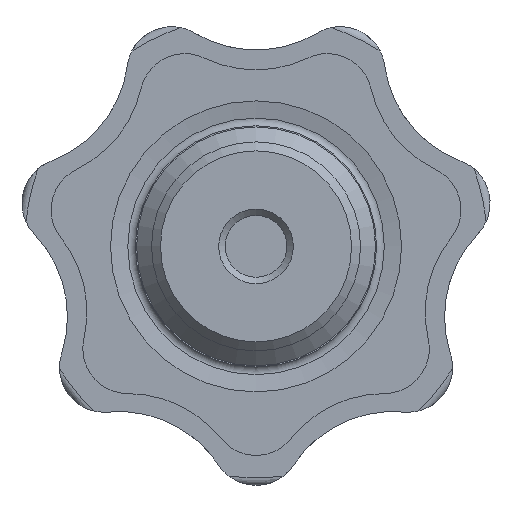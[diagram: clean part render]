
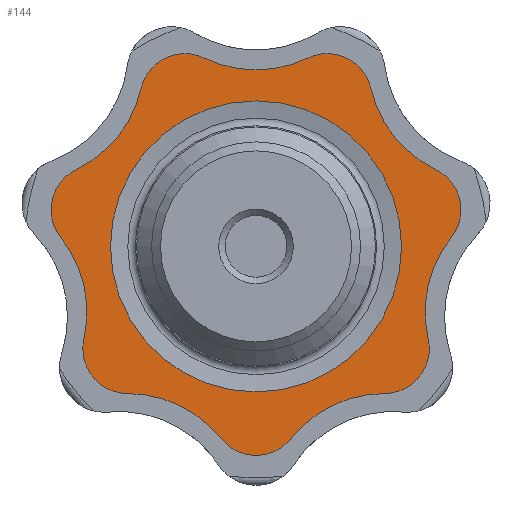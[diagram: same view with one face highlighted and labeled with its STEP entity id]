
A CAD part, front view. The second image highlights one B-rep face of the part: STEP entity #144.
In plain terms, the highlighted planar face has unit normal (0, -1, 0).
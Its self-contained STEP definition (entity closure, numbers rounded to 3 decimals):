
#144 = ADVANCED_FACE( '', ( #301, #302 ), #303, .F. );
#301 = FACE_OUTER_BOUND( '', #472, .T. );
#302 = FACE_BOUND( '', #473, .T. );
#303 = PLANE( '', #474 );
#472 = EDGE_LOOP( '', ( #813, #814, #815, #816, #817, #818, #819, #820, #821, #822, #823, #824, #825, #826 ) );
#473 = EDGE_LOOP( '', ( #827 ) );
#474 = AXIS2_PLACEMENT_3D( '', #828, #829, #830 );
#813 = ORIENTED_EDGE( '', *, *, #1063, .T. );
#814 = ORIENTED_EDGE( '', *, *, #1139, .F. );
#815 = ORIENTED_EDGE( '', *, *, #1021, .T. );
#816 = ORIENTED_EDGE( '', *, *, #1069, .F. );
#817 = ORIENTED_EDGE( '', *, *, #1072, .T. );
#818 = ORIENTED_EDGE( '', *, *, #1108, .F. );
#819 = ORIENTED_EDGE( '', *, *, #1075, .T. );
#820 = ORIENTED_EDGE( '', *, *, #1009, .F. );
#821 = ORIENTED_EDGE( '', *, *, #1140, .T. );
#822 = ORIENTED_EDGE( '', *, *, #1014, .F. );
#823 = ORIENTED_EDGE( '', *, *, #1017, .T. );
#824 = ORIENTED_EDGE( '', *, *, #1081, .F. );
#825 = ORIENTED_EDGE( '', *, *, #1104, .T. );
#826 = ORIENTED_EDGE( '', *, *, #1126, .F. );
#827 = ORIENTED_EDGE( '', *, *, #1141, .F. );
#828 = CARTESIAN_POINT( '', ( -13.962, 17., -5.635 ) );
#829 = DIRECTION( '', ( 0., 1., 0. ) );
#830 = DIRECTION( '', ( 0., 0., 1. ) );
#1009 = EDGE_CURVE( '', #1205, #1200, #1207, .T. );
#1014 = EDGE_CURVE( '', #1214, #1209, #1216, .T. );
#1017 = EDGE_CURVE( '', #1214, #1218, #1221, .T. );
#1021 = EDGE_CURVE( '', #1227, #1224, #1228, .T. );
#1063 = EDGE_CURVE( '', #1296, #1293, #1297, .T. );
#1069 = EDGE_CURVE( '', #1304, #1224, #1306, .T. );
#1072 = EDGE_CURVE( '', #1304, #1308, #1311, .T. );
#1075 = EDGE_CURVE( '', #1314, #1200, #1315, .T. );
#1081 = EDGE_CURVE( '', #1322, #1218, #1324, .T. );
#1104 = EDGE_CURVE( '', #1322, #1360, #1363, .T. );
#1108 = EDGE_CURVE( '', #1314, #1308, #1367, .T. );
#1126 = EDGE_CURVE( '', #1296, #1360, #1395, .T. );
#1139 = EDGE_CURVE( '', #1227, #1293, #1411, .T. );
#1140 = EDGE_CURVE( '', #1205, #1209, #1412, .T. );
#1141 = EDGE_CURVE( '', #1413, #1413, #1414, .F. );
#1200 = VERTEX_POINT( '', #1547 );
#1205 = VERTEX_POINT( '', #1553 );
#1207 = CIRCLE( '', #1556, 3. );
#1209 = VERTEX_POINT( '', #1558 );
#1214 = VERTEX_POINT( '', #1564 );
#1216 = CIRCLE( '', #1567, 3. );
#1218 = VERTEX_POINT( '', #1569 );
#1221 = CIRCLE( '', #1573, 8. );
#1224 = VERTEX_POINT( '', #1576 );
#1227 = VERTEX_POINT( '', #1580 );
#1228 = CIRCLE( '', #1581, 8. );
#1293 = VERTEX_POINT( '', #1777 );
#1296 = VERTEX_POINT( '', #1781 );
#1297 = CIRCLE( '', #1782, 8. );
#1304 = VERTEX_POINT( '', #1790 );
#1306 = CIRCLE( '', #1793, 3. );
#1308 = VERTEX_POINT( '', #1795 );
#1311 = CIRCLE( '', #1799, 8. );
#1314 = VERTEX_POINT( '', #1802 );
#1315 = CIRCLE( '', #1803, 8. );
#1322 = VERTEX_POINT( '', #1811 );
#1324 = CIRCLE( '', #1814, 3. );
#1360 = VERTEX_POINT( '', #1960 );
#1363 = CIRCLE( '', #1964, 8. );
#1367 = CIRCLE( '', #1968, 3. );
#1395 = CIRCLE( '', #2066, 3. );
#1411 = CIRCLE( '', #2134, 3. );
#1412 = CIRCLE( '', #2135, 8. );
#1413 = VERTEX_POINT( '', #2136 );
#1414 = CIRCLE( '', #2137, 9.747 );
#1547 = CARTESIAN_POINT( '', ( 13.07, 17., 0.577 ) );
#1553 = CARTESIAN_POINT( '', ( 12.026, 17., 5.151 ) );
#1556 = AXIS2_PLACEMENT_3D( '', #2245, #2246, #2247 );
#1558 = CARTESIAN_POINT( '', ( 7.698, 17., 10.578 ) );
#1564 = CARTESIAN_POINT( '', ( 3.471, 17., 12.614 ) );
#1567 = AXIS2_PLACEMENT_3D( '', #2253, #2254, #2255 );
#1569 = CARTESIAN_POINT( '', ( -3.471, 17., 12.614 ) );
#1573 = AXIS2_PLACEMENT_3D( '', #2257, #2258, #2259 );
#1576 = CARTESIAN_POINT( '', ( -2.345, 17., -12.87 ) );
#1580 = CARTESIAN_POINT( '', ( -8.6, 17., -9.858 ) );
#1581 = AXIS2_PLACEMENT_3D( '', #2264, #2265, #2266 );
#1777 = CARTESIAN_POINT( '', ( -11.525, 17., -6.191 ) );
#1781 = CARTESIAN_POINT( '', ( -13.07, 17., 0.577 ) );
#1782 = AXIS2_PLACEMENT_3D( '', #2312, #2313, #2314 );
#1790 = CARTESIAN_POINT( '', ( 2.345, 17., -12.87 ) );
#1793 = AXIS2_PLACEMENT_3D( '', #2323, #2324, #2325 );
#1795 = CARTESIAN_POINT( '', ( 8.6, 17., -9.858 ) );
#1799 = AXIS2_PLACEMENT_3D( '', #2327, #2328, #2329 );
#1802 = CARTESIAN_POINT( '', ( 11.525, 17., -6.191 ) );
#1803 = AXIS2_PLACEMENT_3D( '', #2333, #2334, #2335 );
#1811 = CARTESIAN_POINT( '', ( -7.698, 17., 10.578 ) );
#1814 = AXIS2_PLACEMENT_3D( '', #2344, #2345, #2346 );
#1960 = CARTESIAN_POINT( '', ( -12.026, 17., 5.151 ) );
#1964 = AXIS2_PLACEMENT_3D( '', #2366, #2367, #2368 );
#1968 = AXIS2_PLACEMENT_3D( '', #2375, #2376, #2377 );
#2066 = AXIS2_PLACEMENT_3D( '', #2396, #2397, #2398 );
#2134 = AXIS2_PLACEMENT_3D( '', #2412, #2413, #2414 );
#2135 = AXIS2_PLACEMENT_3D( '', #2415, #2416, #2417 );
#2136 = CARTESIAN_POINT( '', ( 0., 17., 9.747 ) );
#2137 = AXIS2_PLACEMENT_3D( '', #2418, #2419, #2420 );
#2245 = CARTESIAN_POINT( '', ( 10.724, 17., 2.448 ) );
#2246 = DIRECTION( '', ( 0., 1., 0. ) );
#2247 = DIRECTION( '', ( 1., 0., 0. ) );
#2253 = CARTESIAN_POINT( '', ( 4.773, 17., 9.911 ) );
#2254 = DIRECTION( '', ( 0., 1., 0. ) );
#2255 = DIRECTION( '', ( 1., 0., 0. ) );
#2257 = CARTESIAN_POINT( '', ( 0., 17., 19.821 ) );
#2258 = DIRECTION( '', ( 0., 1., 0. ) );
#2259 = DIRECTION( '', ( 1., 0., 0. ) );
#2264 = CARTESIAN_POINT( '', ( -8.6, 17., -17.858 ) );
#2265 = DIRECTION( '', ( 0., 1., 0. ) );
#2266 = DIRECTION( '', ( 1., 0., 0. ) );
#2312 = CARTESIAN_POINT( '', ( -19.324, 17., -4.411 ) );
#2313 = DIRECTION( '', ( 0., 1., 0. ) );
#2314 = DIRECTION( '', ( 1., 0., 0. ) );
#2323 = CARTESIAN_POINT( '', ( 0., 17., -11. ) );
#2324 = DIRECTION( '', ( 0., 1., 0. ) );
#2325 = DIRECTION( '', ( 1., 0., 0. ) );
#2327 = CARTESIAN_POINT( '', ( 8.6, 17., -17.858 ) );
#2328 = DIRECTION( '', ( 0., 1., 0. ) );
#2329 = DIRECTION( '', ( 1., 0., 0. ) );
#2333 = CARTESIAN_POINT( '', ( 19.324, 17., -4.411 ) );
#2334 = DIRECTION( '', ( 0., 1., 0. ) );
#2335 = DIRECTION( '', ( 1., 0., 0. ) );
#2344 = CARTESIAN_POINT( '', ( -4.773, 17., 9.911 ) );
#2345 = DIRECTION( '', ( 0., 1., 0. ) );
#2346 = DIRECTION( '', ( 1., 0., 0. ) );
#2366 = CARTESIAN_POINT( '', ( -15.497, 17., 12.358 ) );
#2367 = DIRECTION( '', ( 0., 1., 0. ) );
#2368 = DIRECTION( '', ( 1., 0., 0. ) );
#2375 = CARTESIAN_POINT( '', ( 8.6, 17., -6.858 ) );
#2376 = DIRECTION( '', ( 0., 1., 0. ) );
#2377 = DIRECTION( '', ( 1., 0., 0. ) );
#2396 = CARTESIAN_POINT( '', ( -10.724, 17., 2.448 ) );
#2397 = DIRECTION( '', ( 0., 1., 0. ) );
#2398 = DIRECTION( '', ( 1., 0., 0. ) );
#2412 = CARTESIAN_POINT( '', ( -8.6, 17., -6.858 ) );
#2413 = DIRECTION( '', ( 0., 1., 0. ) );
#2414 = DIRECTION( '', ( 1., 0., 0. ) );
#2415 = CARTESIAN_POINT( '', ( 15.497, 17., 12.358 ) );
#2416 = DIRECTION( '', ( 0., 1., 0. ) );
#2417 = DIRECTION( '', ( 1., 0., 0. ) );
#2418 = CARTESIAN_POINT( '', ( 0., 17., 0. ) );
#2419 = DIRECTION( '', ( 0., 1., 0. ) );
#2420 = DIRECTION( '', ( 0., 0., 1. ) );
